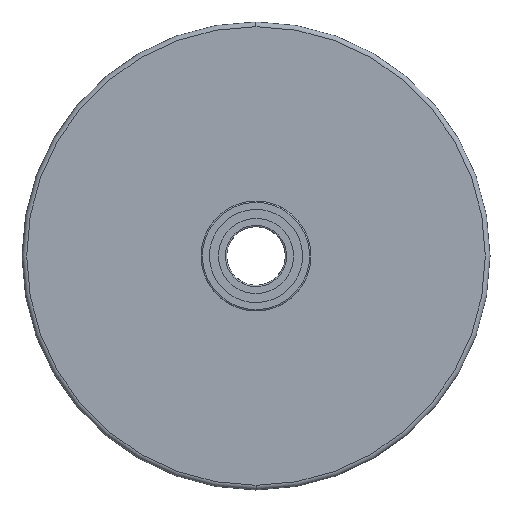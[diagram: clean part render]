
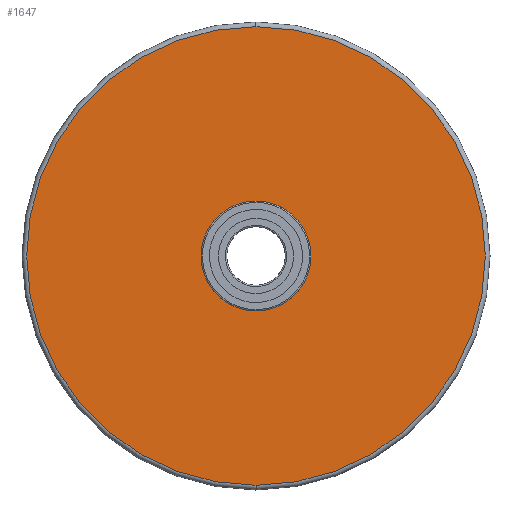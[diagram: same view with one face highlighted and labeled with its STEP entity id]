
A CAD part, left-side view. The second image highlights one B-rep face of the part: STEP entity #1647.
In plain terms, the highlighted planar face has unit normal (-1, 0, 0).
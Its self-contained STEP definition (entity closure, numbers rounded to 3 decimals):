
#176 = DIRECTION ( 'NONE',  ( 1., 0., 0. ) ) ;
#189 = CARTESIAN_POINT ( 'NONE',  ( -30., 0., 0. ) ) ;
#204 = EDGE_CURVE ( 'NONE', #4897, #5428, #3176, .T. ) ;
#311 = CIRCLE ( 'NONE', #4699, 23.5 ) ;
#731 = DIRECTION ( 'NONE',  ( 0., 0., -1. ) ) ;
#1252 = CARTESIAN_POINT ( 'NONE',  ( -30., 0., -23.5 ) ) ;
#1328 = ORIENTED_EDGE ( 'NONE', *, *, #6275, .T. ) ;
#1404 = EDGE_LOOP ( 'NONE', ( #3856, #3902 ) ) ;
#1582 = DIRECTION ( 'NONE',  ( 0., 0., -1. ) ) ;
#1603 = AXIS2_PLACEMENT_3D ( 'NONE', #5317, #1989, #5729 ) ;
#1647 = ADVANCED_FACE ( 'NONE', ( #3454, #6015 ), #2983, .F. ) ;
#1777 = ORIENTED_EDGE ( 'NONE', *, *, #5430, .T. ) ;
#1989 = DIRECTION ( 'NONE',  ( -1., 0., 0. ) ) ;
#2004 = CARTESIAN_POINT ( 'NONE',  ( -30., 0., 98. ) ) ;
#2220 = DIRECTION ( 'NONE',  ( 1., 0., 0. ) ) ;
#2348 = EDGE_LOOP ( 'NONE', ( #1777, #1328 ) ) ;
#2624 = CIRCLE ( 'NONE', #1603, 98. ) ;
#2826 = AXIS2_PLACEMENT_3D ( 'NONE', #5196, #5085, #5111 ) ;
#2983 = PLANE ( 'NONE',  #5004 ) ;
#3176 = CIRCLE ( 'NONE', #5726, 23.5 ) ;
#3315 = CARTESIAN_POINT ( 'NONE',  ( -30., 0., 23.5 ) ) ;
#3454 = FACE_BOUND ( 'NONE', #1404, .T. ) ;
#3705 = CARTESIAN_POINT ( 'NONE',  ( -30., 0., 0. ) ) ;
#3856 = ORIENTED_EDGE ( 'NONE', *, *, #204, .T. ) ;
#3902 = ORIENTED_EDGE ( 'NONE', *, *, #4800, .T. ) ;
#4040 = DIRECTION ( 'NONE',  ( 0., 0., -1. ) ) ;
#4063 = CIRCLE ( 'NONE', #2826, 98. ) ;
#4472 = CARTESIAN_POINT ( 'NONE',  ( -30., 0., -98. ) ) ;
#4699 = AXIS2_PLACEMENT_3D ( 'NONE', #5937, #176, #1582 ) ;
#4800 = EDGE_CURVE ( 'NONE', #5428, #4897, #311, .T. ) ;
#4875 = VERTEX_POINT ( 'NONE', #4472 ) ;
#4897 = VERTEX_POINT ( 'NONE', #1252 ) ;
#5004 = AXIS2_PLACEMENT_3D ( 'NONE', #3705, #2220, #731 ) ;
#5046 = DIRECTION ( 'NONE',  ( 1., 0., 0. ) ) ;
#5085 = DIRECTION ( 'NONE',  ( -1., 0., 0. ) ) ;
#5111 = DIRECTION ( 'NONE',  ( 0., 0., -1. ) ) ;
#5196 = CARTESIAN_POINT ( 'NONE',  ( -30., 0., 0. ) ) ;
#5238 = VERTEX_POINT ( 'NONE', #2004 ) ;
#5317 = CARTESIAN_POINT ( 'NONE',  ( -30., 0., 0. ) ) ;
#5428 = VERTEX_POINT ( 'NONE', #3315 ) ;
#5430 = EDGE_CURVE ( 'NONE', #4875, #5238, #2624, .T. ) ;
#5726 = AXIS2_PLACEMENT_3D ( 'NONE', #189, #5046, #4040 ) ;
#5729 = DIRECTION ( 'NONE',  ( 0., 0., -1. ) ) ;
#5937 = CARTESIAN_POINT ( 'NONE',  ( -30., 0., 0. ) ) ;
#6015 = FACE_OUTER_BOUND ( 'NONE', #2348, .T. ) ;
#6275 = EDGE_CURVE ( 'NONE', #5238, #4875, #4063, .T. ) ;
